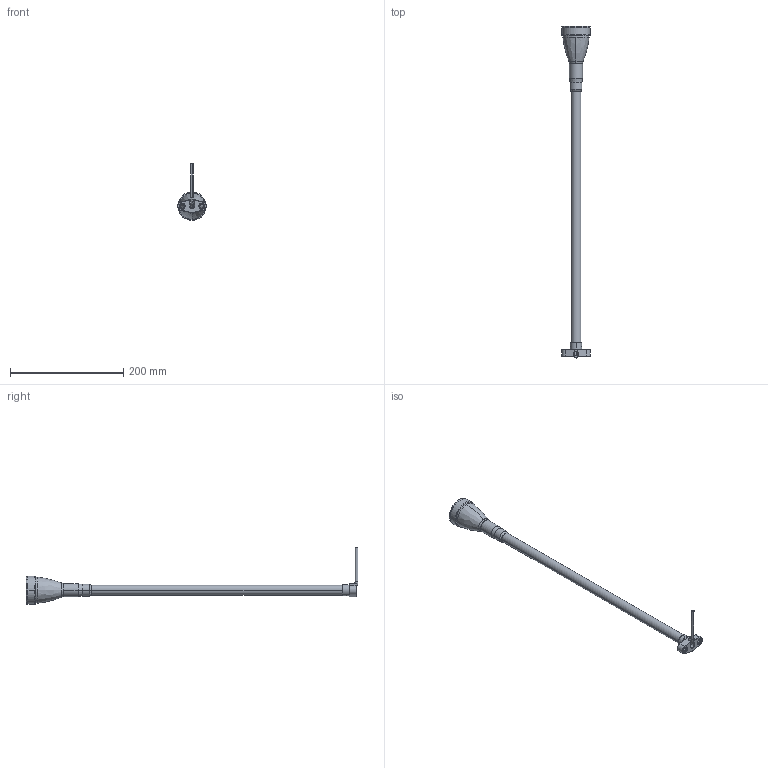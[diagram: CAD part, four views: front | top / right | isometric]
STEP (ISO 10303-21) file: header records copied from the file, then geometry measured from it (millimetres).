
FILE_DESCRIPTION((''),'2;1');
FILE_NAME('221686_SM01_ASM','2021-02-26T09:03:00',('nbanister'),('BANNER ENGINEERING CORP.'),'CREO PARAMETRIC BY PTC INC, 2019292','CREO PARAMETRIC BY PTC INC, 2019292','');
FILE_SCHEMA(('CONFIG_CONTROL_DESIGN','SHAPE_APPEARANCE_LAYERS_GROUPS'));
Length unit declared in the file: millimetre
Products named in the file (3): 221686_EP02; 221684_CABLE; 221686_SM01_ASM
Assembly tree (2 placements, depth 2):
  221686_SM01_ASM
    221686_EP02
    221684_CABLE
Bounding box: 50.83 x 586.3 x 100 mm (x, y, z)
Volume: 226123.6 mm3; surface area: 46932.3 mm2
Topology: 2 solids, 2 shells, 106 faces, 224 edges, 132 vertices
Faces by surface type: cylinder 52, plane 21, torus 18, revolution 6, bspline 5, sphere 2, cone 2
Entity records: 3932 total; most frequent: CARTESIAN_POINT 893, DIRECTION 552, ORIENTED_EDGE 448, AXIS2_PLACEMENT_3D 237, EDGE_CURVE 224, CIRCLE 137, VERTEX_POINT 132, EDGE_LOOP 120
